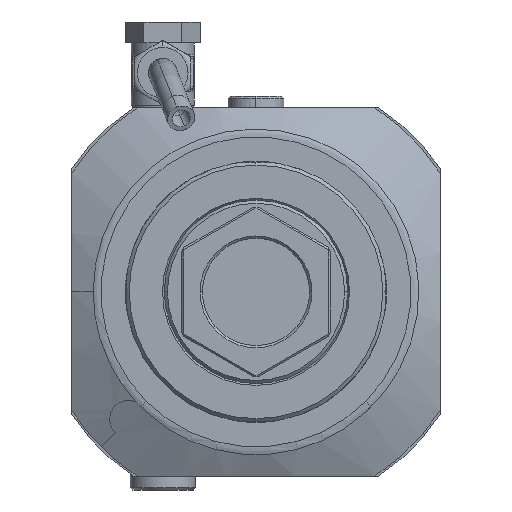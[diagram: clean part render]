
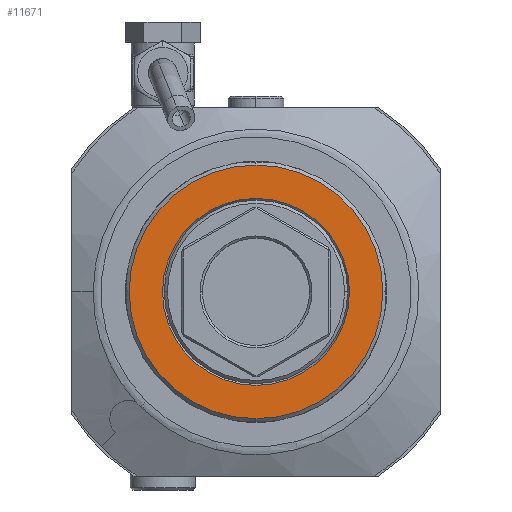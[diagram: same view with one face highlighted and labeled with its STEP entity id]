
A CAD part, left-side view. The second image highlights one B-rep face of the part: STEP entity #11671.
In plain terms, the highlighted planar face has unit normal (-1, 0, 0).
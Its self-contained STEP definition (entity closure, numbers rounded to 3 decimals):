
#2728=CARTESIAN_POINT('',(-24.,0.,0.));
#2729=DIRECTION('',(-1.,0.,0.));
#2730=DIRECTION('',(0.,1.,0.));
#2731=AXIS2_PLACEMENT_3D('',#2728,#2729,#2730);
#2733=CARTESIAN_POINT('',(-24.,0.,0.));
#2734=DIRECTION('',(-1.,0.,0.));
#2735=DIRECTION('',(0.,-1.,0.));
#2736=AXIS2_PLACEMENT_3D('',#2733,#2734,#2735);
#2738=CARTESIAN_POINT('',(-24.,0.,0.));
#2739=DIRECTION('',(1.,0.,0.));
#2740=DIRECTION('',(0.,1.,0.));
#2741=AXIS2_PLACEMENT_3D('',#2738,#2739,#2740);
#2743=CARTESIAN_POINT('',(-24.,0.,0.));
#2744=DIRECTION('',(1.,0.,0.));
#2745=DIRECTION('',(0.,-1.,0.));
#2746=AXIS2_PLACEMENT_3D('',#2743,#2744,#2745);
#8067=CARTESIAN_POINT('',(-24.,20.054,0.));
#8068=CARTESIAN_POINT('',(-24.,-20.054,0.));
#8069=VERTEX_POINT('',#8067);
#8070=VERTEX_POINT('',#8068);
#8071=CARTESIAN_POINT('',(-24.,27.2,0.));
#8072=CARTESIAN_POINT('',(-24.,-27.2,0.));
#8073=VERTEX_POINT('',#8071);
#8074=VERTEX_POINT('',#8072);
#11656=CARTESIAN_POINT('',(-24.,0.,0.));
#11657=DIRECTION('',(-1.,0.,0.));
#11658=DIRECTION('',(0.,1.,0.));
#11659=AXIS2_PLACEMENT_3D('',#11656,#11657,#11658);
#11660=PLANE('',#11659);
#11661=ORIENTED_EDGE('',*,*,#11634,.F.);
#11662=ORIENTED_EDGE('',*,*,#11649,.F.);
#11663=EDGE_LOOP('',(#11661,#11662));
#11664=FACE_OUTER_BOUND('',#11663,.F.);
#11666=ORIENTED_EDGE('',*,*,#11665,.F.);
#11668=ORIENTED_EDGE('',*,*,#11667,.F.);
#11669=EDGE_LOOP('',(#11666,#11668));
#11670=FACE_BOUND('',#11669,.F.);
#2732=CIRCLE('',#2731,27.2);
#2737=CIRCLE('',#2736,27.2);
#2742=CIRCLE('',#2741,20.054);
#2747=CIRCLE('',#2746,20.054);
#11634=EDGE_CURVE('',#8073,#8074,#2732,.T.);
#11649=EDGE_CURVE('',#8074,#8073,#2737,.T.);
#11665=EDGE_CURVE('',#8069,#8070,#2742,.T.);
#11667=EDGE_CURVE('',#8070,#8069,#2747,.T.);
#11671=ADVANCED_FACE('',(#11664,#11670),#11660,.T.);
